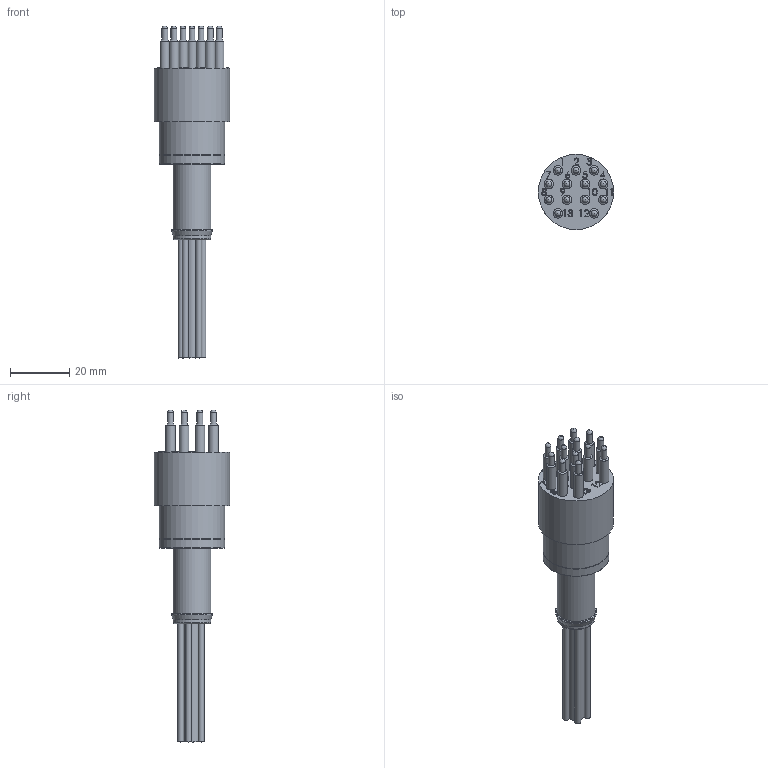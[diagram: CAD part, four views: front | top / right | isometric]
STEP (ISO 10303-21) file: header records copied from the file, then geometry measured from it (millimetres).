
FILE_DESCRIPTION(/* description */ (''),/* implementation_level */ '2;1');
FILE_NAME(/* name */ 'DPBOF13M.stp',/* time_stamp */ '2014-12-16T10:31:23+01:00',/* author */ ('sh'),/* organization */ (''),/* preprocessor_version */ 'ST-DEVELOPER v15.2',/* originating_system */ 'Autodesk Inventor 2014',/* authorisation */ '');
FILE_SCHEMA (('AUTOMOTIVE_DESIGN { 1 0 10303 214 3 1 1 }'));
Length unit declared in the file: inch
Products named in the file (1): DPBOF13M
Bounding box: 25.35 x 25.35 x 111.84 mm (x, y, z)
Volume: 20641.4 mm3; surface area: 12633.8 mm2
Topology: 21 solids, 21 shells, 392 faces, 918 edges, 610 vertices
Faces by surface type: plane 169, bspline 105, cone 55, cylinder 54, torus 9
Full cylindrical faces by diameter (mm): 1.321 x13, 1.981 x5, 1.986 x13, 3.175 x13, 5.588 x1, 8.382 x1, 11.1 x1, 12.7 x2, 12.852 x1, 15.875 x1, 22.149 x2, 25.349 x1
Entity records: 15588 total; most frequent: CARTESIAN_POINT 7887, ORIENTED_EDGE 1484, DIRECTION 1319, EDGE_CURVE 742, EDGE_LOOP 554, VERTEX_POINT 552, AXIS2_PLACEMENT_3D 486, FACE_OUTER_BOUND 392
